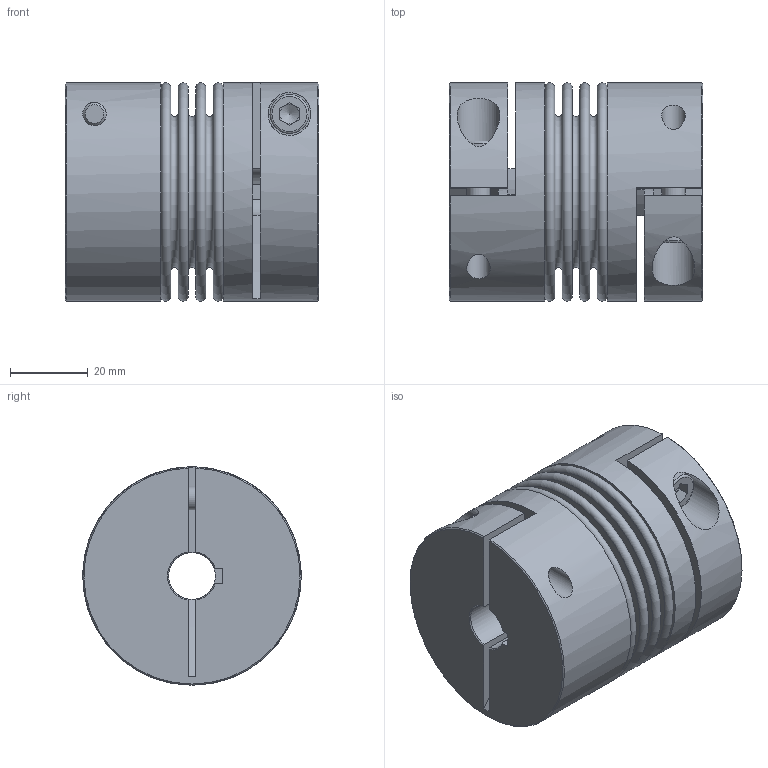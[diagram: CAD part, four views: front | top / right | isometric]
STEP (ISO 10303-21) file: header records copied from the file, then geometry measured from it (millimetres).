
FILE_DESCRIPTION(/* description */ ('STEP AP203'),/* implementation_level */ '2;1');
FILE_NAME(/* name */ 'KB4-30-65-N12-N12',/* time_stamp */ '2023-06-16T13:46:45+02:00',/* author */ ('License CC BY-ND 4.0'),/* organization */ ('CADENAS'),/* preprocessor_version */ 'ST-DEVELOPER v19.3',/* originating_system */ 'PARTsolutions',/* authorisation */ ' ');
FILE_SCHEMA (('CONFIG_CONTROL_DESIGN'));
Length unit declared in the file: millimetre
Products named in the file (1): KB4-30-65-N12-N12
Bounding box: 65 x 56 x 56 mm (x, y, z)
Volume: 108944.7 mm3; surface area: 47130.1 mm2
Topology: 1 solids, 1 shells, 119 faces, 266 edges, 173 vertices
Faces by surface type: plane 70, cylinder 20, torus 16, cone 13
Full cylindrical faces by diameter (mm): 6 x4, 6.4 x2, 10 x2, 11 x2, 46.52 x2, 56 x2
Entity records: 3196 total; most frequent: CARTESIAN_POINT 644, DIRECTION 540, ORIENTED_EDGE 442, EDGE_CURVE 221, AXIS2_PLACEMENT_3D 221, FACE_BOUND 186, EDGE_LOOP 184, VERTEX_POINT 165
